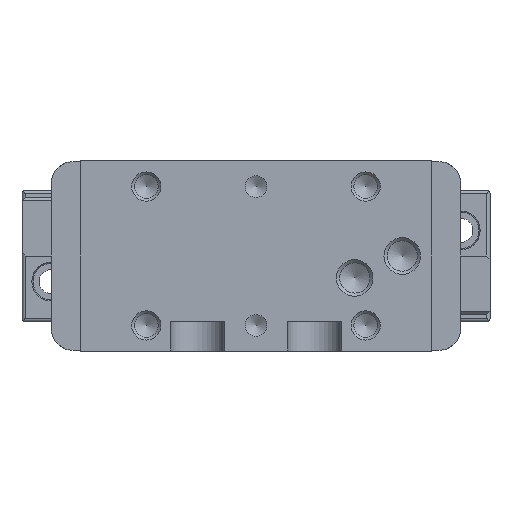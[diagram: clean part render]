
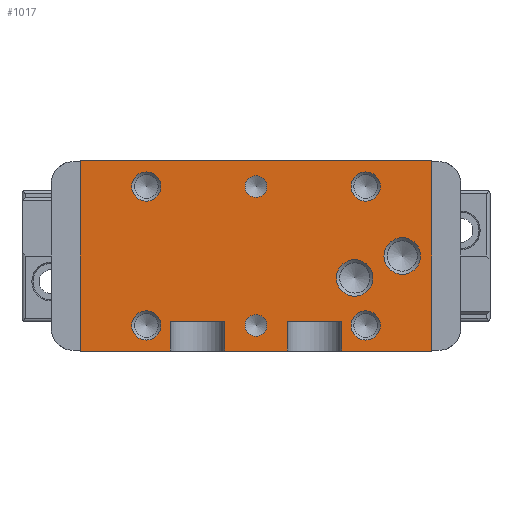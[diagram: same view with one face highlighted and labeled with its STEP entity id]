
A CAD part, front view. The second image highlights one B-rep face of the part: STEP entity #1017.
In plain terms, the highlighted planar face has unit normal (0, -1, 0).
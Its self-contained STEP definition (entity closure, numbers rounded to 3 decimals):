
#1017 = ADVANCED_FACE( '', ( #2135, #2136, #2137, #2138, #2139, #2140, #2141, #2142, #2143 ), #2144, .F. );
#2135 = FACE_BOUND( '', #3420, .T. );
#2136 = FACE_BOUND( '', #3421, .T. );
#2137 = FACE_BOUND( '', #3422, .T. );
#2138 = FACE_BOUND( '', #3423, .T. );
#2139 = FACE_BOUND( '', #3424, .T. );
#2140 = FACE_BOUND( '', #3425, .T. );
#2141 = FACE_BOUND( '', #3426, .T. );
#2142 = FACE_BOUND( '', #3427, .T. );
#2143 = FACE_OUTER_BOUND( '', #3428, .T. );
#2144 = PLANE( '', #3429 );
#3420 = EDGE_LOOP( '', ( #5801 ) );
#3421 = EDGE_LOOP( '', ( #5802 ) );
#3422 = EDGE_LOOP( '', ( #5803 ) );
#3423 = EDGE_LOOP( '', ( #5804 ) );
#3424 = EDGE_LOOP( '', ( #5805 ) );
#3425 = EDGE_LOOP( '', ( #5806 ) );
#3426 = EDGE_LOOP( '', ( #5807 ) );
#3427 = EDGE_LOOP( '', ( #5808 ) );
#3428 = EDGE_LOOP( '', ( #5809, #5810, #5811, #5812, #5813, #5814, #5815, #5816, #5817, #5818, #5819, #5820 ) );
#3429 = AXIS2_PLACEMENT_3D( '', #5821, #5822, #5823 );
#5801 = ORIENTED_EDGE( '', *, *, #8179, .F. );
#5802 = ORIENTED_EDGE( '', *, *, #7699, .F. );
#5803 = ORIENTED_EDGE( '', *, *, #8327, .F. );
#5804 = ORIENTED_EDGE( '', *, *, #8098, .F. );
#5805 = ORIENTED_EDGE( '', *, *, #8328, .F. );
#5806 = ORIENTED_EDGE( '', *, *, #7546, .F. );
#5807 = ORIENTED_EDGE( '', *, *, #7677, .F. );
#5808 = ORIENTED_EDGE( '', *, *, #8154, .F. );
#5809 = ORIENTED_EDGE( '', *, *, #7656, .F. );
#5810 = ORIENTED_EDGE( '', *, *, #8329, .T. );
#5811 = ORIENTED_EDGE( '', *, *, #8249, .T. );
#5812 = ORIENTED_EDGE( '', *, *, #8330, .T. );
#5813 = ORIENTED_EDGE( '', *, *, #8331, .F. );
#5814 = ORIENTED_EDGE( '', *, *, #7495, .F. );
#5815 = ORIENTED_EDGE( '', *, *, #8254, .T. );
#5816 = ORIENTED_EDGE( '', *, *, #8077, .F. );
#5817 = ORIENTED_EDGE( '', *, *, #8332, .F. );
#5818 = ORIENTED_EDGE( '', *, *, #8014, .T. );
#5819 = ORIENTED_EDGE( '', *, *, #8252, .T. );
#5820 = ORIENTED_EDGE( '', *, *, #8094, .F. );
#5821 = CARTESIAN_POINT( '', ( 24., 0., 13. ) );
#5822 = DIRECTION( '', ( 0., 1., 0. ) );
#5823 = DIRECTION( '', ( 0., 0., 1. ) );
#7495 = EDGE_CURVE( '', #8901, #8903, #8904, .T. );
#7546 = EDGE_CURVE( '', #8998, #8998, #8999, .T. );
#7656 = EDGE_CURVE( '', #9184, #9186, #9187, .T. );
#7677 = EDGE_CURVE( '', #9223, #9223, #9224, .T. );
#7699 = EDGE_CURVE( '', #9257, #9257, #9258, .T. );
#8014 = EDGE_CURVE( '', #9757, #9755, #9758, .T. );
#8077 = EDGE_CURVE( '', #9853, #9848, #9855, .T. );
#8094 = EDGE_CURVE( '', #9186, #9875, #9879, .T. );
#8098 = EDGE_CURVE( '', #9882, #9882, #9883, .T. );
#8154 = EDGE_CURVE( '', #9962, #9962, #9963, .T. );
#8179 = EDGE_CURVE( '', #10002, #10002, #10003, .T. );
#8249 = EDGE_CURVE( '', #10100, #10101, #10102, .T. );
#8252 = EDGE_CURVE( '', #9755, #9875, #10106, .T. );
#8254 = EDGE_CURVE( '', #8901, #9848, #10108, .T. );
#8327 = EDGE_CURVE( '', #10208, #10208, #10209, .T. );
#8328 = EDGE_CURVE( '', #10210, #10210, #10211, .T. );
#8329 = EDGE_CURVE( '', #9184, #10100, #10212, .T. );
#8330 = EDGE_CURVE( '', #10101, #10213, #10214, .T. );
#8331 = EDGE_CURVE( '', #8903, #10213, #10215, .T. );
#8332 = EDGE_CURVE( '', #9757, #9853, #10216, .T. );
#8901 = VERTEX_POINT( '', #10902 );
#8903 = VERTEX_POINT( '', #10905 );
#8904 = LINE( '', #10906, #10907 );
#8998 = VERTEX_POINT( '', #11039 );
#8999 = CIRCLE( '', #11040, 2. );
#9184 = VERTEX_POINT( '', #11280 );
#9186 = VERTEX_POINT( '', #11283 );
#9187 = LINE( '', #11284, #11285 );
#9223 = VERTEX_POINT( '', #11335 );
#9224 = CIRCLE( '', #11336, 1.5 );
#9257 = VERTEX_POINT( '', #11379 );
#9258 = CIRCLE( '', #11380, 2.5 );
#9755 = VERTEX_POINT( '', #12094 );
#9757 = VERTEX_POINT( '', #12097 );
#9758 = LINE( '', #12098, #12099 );
#9848 = VERTEX_POINT( '', #12221 );
#9853 = VERTEX_POINT( '', #12228 );
#9855 = LINE( '', #12231, #12232 );
#9875 = VERTEX_POINT( '', #12260 );
#9879 = LINE( '', #12266, #12267 );
#9882 = VERTEX_POINT( '', #12270 );
#9883 = CIRCLE( '', #12271, 2. );
#9962 = VERTEX_POINT( '', #12371 );
#9963 = CIRCLE( '', #12372, 1.5 );
#10002 = VERTEX_POINT( '', #12422 );
#10003 = CIRCLE( '', #12423, 2.5 );
#10100 = VERTEX_POINT( '', #12560 );
#10101 = VERTEX_POINT( '', #12561 );
#10102 = LINE( '', #12562, #12563 );
#10106 = LINE( '', #12568, #12569 );
#10108 = LINE( '', #12571, #12572 );
#10208 = VERTEX_POINT( '', #12717 );
#10209 = CIRCLE( '', #12718, 2. );
#10210 = VERTEX_POINT( '', #12719 );
#10211 = CIRCLE( '', #12720, 2. );
#10212 = LINE( '', #12721, #12722 );
#10213 = VERTEX_POINT( '', #12723 );
#10214 = LINE( '', #12724, #12725 );
#10215 = LINE( '', #12726, #12727 );
#10216 = LINE( '', #12728, #12729 );
#10902 = CARTESIAN_POINT( '', ( 24., 0., 13. ) );
#10905 = CARTESIAN_POINT( '', ( 24., 0., -13. ) );
#10906 = CARTESIAN_POINT( '', ( 24., 0., 13. ) );
#10907 = VECTOR( '', #13480, 1000. );
#11039 = CARTESIAN_POINT( '', ( -15., 0., 7.5 ) );
#11040 = AXIS2_PLACEMENT_3D( '', #13540, #13541, #13542 );
#11280 = CARTESIAN_POINT( '', ( -11.75, 0., 8.9 ) );
#11283 = CARTESIAN_POINT( '', ( -4.25, 0., 8.9 ) );
#11284 = CARTESIAN_POINT( '', ( -11.75, 0., 8.9 ) );
#11285 = VECTOR( '', #13689, 1000. );
#11335 = CARTESIAN_POINT( '', ( 1.5, 0., -9.5 ) );
#11336 = AXIS2_PLACEMENT_3D( '', #13710, #13711, #13712 );
#11379 = CARTESIAN_POINT( '', ( -20., 0., -2.5 ) );
#11380 = AXIS2_PLACEMENT_3D( '', #13738, #13739, #13740 );
#12094 = CARTESIAN_POINT( '', ( 4.25, 0., 13. ) );
#12097 = CARTESIAN_POINT( '', ( 4.25, 0., 8.9 ) );
#12098 = CARTESIAN_POINT( '', ( 4.25, 0., 8.9 ) );
#12099 = VECTOR( '', #14093, 1000. );
#12221 = CARTESIAN_POINT( '', ( 11.75, 0., 13. ) );
#12228 = CARTESIAN_POINT( '', ( 11.75, 0., 8.9 ) );
#12231 = CARTESIAN_POINT( '', ( 11.75, 0., 8.9 ) );
#12232 = VECTOR( '', #14159, 1000. );
#12260 = CARTESIAN_POINT( '', ( -4.25, 0., 13. ) );
#12266 = CARTESIAN_POINT( '', ( -4.25, 0., 8.9 ) );
#12267 = VECTOR( '', #14173, 1000. );
#12270 = CARTESIAN_POINT( '', ( -15., 0., -11.5 ) );
#12271 = AXIS2_PLACEMENT_3D( '', #14174, #14175, #14176 );
#12371 = CARTESIAN_POINT( '', ( 1.5, 0., 9.5 ) );
#12372 = AXIS2_PLACEMENT_3D( '', #14249, #14250, #14251 );
#12422 = CARTESIAN_POINT( '', ( -13.5, 0., 0.5 ) );
#12423 = AXIS2_PLACEMENT_3D( '', #14281, #14282, #14283 );
#12560 = CARTESIAN_POINT( '', ( -11.75, 0., 13. ) );
#12561 = CARTESIAN_POINT( '', ( -24., 0., 13. ) );
#12562 = CARTESIAN_POINT( '', ( 24., 0., 13. ) );
#12563 = VECTOR( '', #14363, 1000. );
#12568 = CARTESIAN_POINT( '', ( 24., 0., 13. ) );
#12569 = VECTOR( '', #14368, 1000. );
#12571 = CARTESIAN_POINT( '', ( 24., 0., 13. ) );
#12572 = VECTOR( '', #14372, 1000. );
#12717 = CARTESIAN_POINT( '', ( 15., 0., -11.5 ) );
#12718 = AXIS2_PLACEMENT_3D( '', #14449, #14450, #14451 );
#12719 = CARTESIAN_POINT( '', ( 15., 0., 7.5 ) );
#12720 = AXIS2_PLACEMENT_3D( '', #14452, #14453, #14454 );
#12721 = CARTESIAN_POINT( '', ( -11.75, 0., 8.9 ) );
#12722 = VECTOR( '', #14455, 1000. );
#12723 = CARTESIAN_POINT( '', ( -24., 0., -13. ) );
#12724 = CARTESIAN_POINT( '', ( -24., 0., 13. ) );
#12725 = VECTOR( '', #14456, 1000. );
#12726 = CARTESIAN_POINT( '', ( 24., 0., -13. ) );
#12727 = VECTOR( '', #14457, 1000. );
#12728 = CARTESIAN_POINT( '', ( 4.25, 0., 8.9 ) );
#12729 = VECTOR( '', #14458, 1000. );
#13480 = DIRECTION( '', ( 0., 0., -1. ) );
#13540 = CARTESIAN_POINT( '', ( -15., 0., 9.5 ) );
#13541 = DIRECTION( '', ( 0., -1., 0. ) );
#13542 = DIRECTION( '', ( 0., 0., -1. ) );
#13689 = DIRECTION( '', ( 1., 0., 0. ) );
#13710 = CARTESIAN_POINT( '', ( 0., 0., -9.5 ) );
#13711 = DIRECTION( '', ( 0., -1., 0. ) );
#13712 = DIRECTION( '', ( 1., 0., 0. ) );
#13738 = CARTESIAN_POINT( '', ( -20., 0., 0. ) );
#13739 = DIRECTION( '', ( 0., -1., 0. ) );
#13740 = DIRECTION( '', ( 0., 0., -1. ) );
#14093 = DIRECTION( '', ( 0., 0., 1. ) );
#14159 = DIRECTION( '', ( 0., 0., 1. ) );
#14173 = DIRECTION( '', ( 0., 0., 1. ) );
#14174 = CARTESIAN_POINT( '', ( -15., 0., -9.5 ) );
#14175 = DIRECTION( '', ( 0., -1., 0. ) );
#14176 = DIRECTION( '', ( 0., 0., -1. ) );
#14249 = CARTESIAN_POINT( '', ( 0., 0., 9.5 ) );
#14250 = DIRECTION( '', ( 0., -1., 0. ) );
#14251 = DIRECTION( '', ( 1., 0., 0. ) );
#14281 = CARTESIAN_POINT( '', ( -13.5, 0., 3. ) );
#14282 = DIRECTION( '', ( 0., -1., 0. ) );
#14283 = DIRECTION( '', ( 0., 0., -1. ) );
#14363 = DIRECTION( '', ( -1., 0., 0. ) );
#14368 = DIRECTION( '', ( -1., 0., 0. ) );
#14372 = DIRECTION( '', ( -1., 0., 0. ) );
#14449 = CARTESIAN_POINT( '', ( 15., 0., -9.5 ) );
#14450 = DIRECTION( '', ( 0., -1., 0. ) );
#14451 = DIRECTION( '', ( 0., 0., -1. ) );
#14452 = CARTESIAN_POINT( '', ( 15., 0., 9.5 ) );
#14453 = DIRECTION( '', ( 0., -1., 0. ) );
#14454 = DIRECTION( '', ( 0., 0., -1. ) );
#14455 = DIRECTION( '', ( 0., 0., 1. ) );
#14456 = DIRECTION( '', ( 0., 0., -1. ) );
#14457 = DIRECTION( '', ( -1., 0., 0. ) );
#14458 = DIRECTION( '', ( 1., 0., 0. ) );
